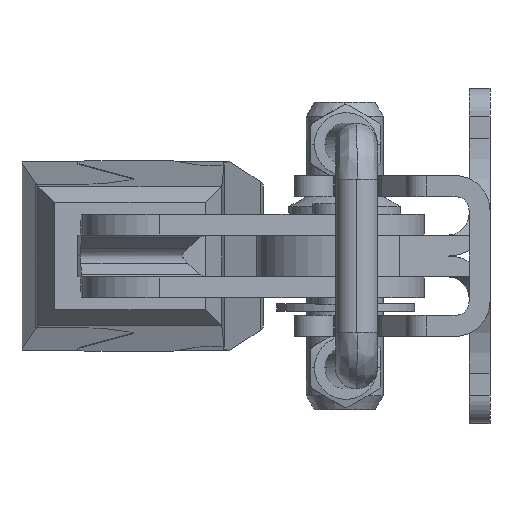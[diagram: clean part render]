
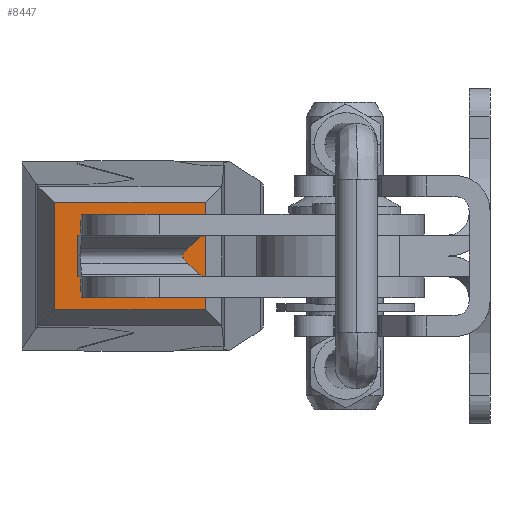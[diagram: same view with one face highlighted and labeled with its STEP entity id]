
A CAD part, left-side view. The second image highlights one B-rep face of the part: STEP entity #8447.
In plain terms, the highlighted face is planar.
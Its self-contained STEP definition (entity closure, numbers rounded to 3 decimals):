
#134 = LINE ( 'NONE', #2935, #7837 ) ;
#202 = EDGE_CURVE ( 'NONE', #985, #4406, #5777, .T. ) ;
#389 = VECTOR ( 'NONE', #7256, 1000. ) ;
#675 = EDGE_CURVE ( 'NONE', #12082, #1460, #2039, .T. ) ;
#815 = DIRECTION ( 'NONE',  ( 0., 0., -1. ) ) ;
#985 = VERTEX_POINT ( 'NONE', #1624 ) ;
#1155 = CARTESIAN_POINT ( 'NONE',  ( -7.5, 0., -3. ) ) ;
#1213 = CARTESIAN_POINT ( 'NONE',  ( 10.791, 0., 0. ) ) ;
#1460 = VERTEX_POINT ( 'NONE', #1775 ) ;
#1481 = ORIENTED_EDGE ( 'NONE', *, *, #675, .T. ) ;
#1624 = CARTESIAN_POINT ( 'NONE',  ( -7.5, 0., 3. ) ) ;
#1775 = CARTESIAN_POINT ( 'NONE',  ( -10.791, 0., -7.689 ) ) ;
#2039 = LINE ( 'NONE', #7067, #3450 ) ;
#2107 = CARTESIAN_POINT ( 'NONE',  ( 10.791, 0., 0. ) ) ;
#2278 = VERTEX_POINT ( 'NONE', #11463 ) ;
#2310 = CARTESIAN_POINT ( 'NONE',  ( -10.791, 0., 7.689 ) ) ;
#2420 = EDGE_LOOP ( 'NONE', ( #4576, #1481, #11926, #8544 ) ) ;
#2679 = CARTESIAN_POINT ( 'NONE',  ( 7.5, 0., 3. ) ) ;
#2895 = DIRECTION ( 'NONE',  ( 0., 0., -1. ) ) ;
#2908 = LINE ( 'NONE', #9170, #389 ) ;
#2935 = CARTESIAN_POINT ( 'NONE',  ( 7.5, 0., 0. ) ) ;
#3045 = VECTOR ( 'NONE', #11314, 1000. ) ;
#3253 = LINE ( 'NONE', #10490, #4362 ) ;
#3450 = VECTOR ( 'NONE', #8181, 1000. ) ;
#3586 = DIRECTION ( 'NONE',  ( -1., 0., 0. ) ) ;
#3593 = EDGE_CURVE ( 'NONE', #2278, #4406, #3253, .T. ) ;
#3844 = FACE_OUTER_BOUND ( 'NONE', #2420, .T. ) ;
#3972 = LINE ( 'NONE', #4986, #11916 ) ;
#4362 = VECTOR ( 'NONE', #3586, 1000. ) ;
#4406 = VERTEX_POINT ( 'NONE', #1155 ) ;
#4576 = ORIENTED_EDGE ( 'NONE', *, *, #8160, .T. ) ;
#4611 = DIRECTION ( 'NONE',  ( 1., 0., 0. ) ) ;
#4780 = VERTEX_POINT ( 'NONE', #12850 ) ;
#4986 = CARTESIAN_POINT ( 'NONE',  ( 10.791, 0., 3. ) ) ;
#5076 = DIRECTION ( 'NONE',  ( 0., -1., 0. ) ) ;
#5382 = LINE ( 'NONE', #1213, #3045 ) ;
#5458 = EDGE_CURVE ( 'NONE', #5682, #4780, #5382, .T. ) ;
#5664 = DIRECTION ( 'NONE',  ( 0., 0., -1. ) ) ;
#5682 = VERTEX_POINT ( 'NONE', #11490 ) ;
#5777 = LINE ( 'NONE', #8646, #5940 ) ;
#5940 = VECTOR ( 'NONE', #5664, 1000. ) ;
#6188 = EDGE_CURVE ( 'NONE', #985, #10762, #3972, .T. ) ;
#6588 = CARTESIAN_POINT ( 'NONE',  ( 10.791, 0., -7.689 ) ) ;
#6937 = ORIENTED_EDGE ( 'NONE', *, *, #6188, .T. ) ;
#7067 = CARTESIAN_POINT ( 'NONE',  ( -10.791, 0., 0. ) ) ;
#7115 = VECTOR ( 'NONE', #4611, 1000. ) ;
#7136 = ORIENTED_EDGE ( 'NONE', *, *, #11922, .T. ) ;
#7256 = DIRECTION ( 'NONE',  ( -1., 0., 0. ) ) ;
#7837 = VECTOR ( 'NONE', #815, 1000. ) ;
#7974 = ORIENTED_EDGE ( 'NONE', *, *, #3593, .T. ) ;
#8160 = EDGE_CURVE ( 'NONE', #4780, #12082, #2908, .T. ) ;
#8181 = DIRECTION ( 'NONE',  ( 0., 0., -1. ) ) ;
#8447 = ADVANCED_FACE ( 'NONE', ( #11190, #3844 ), #8939, .T. ) ;
#8544 = ORIENTED_EDGE ( 'NONE', *, *, #5458, .T. ) ;
#8646 = CARTESIAN_POINT ( 'NONE',  ( -7.5, 0., 0. ) ) ;
#8805 = LINE ( 'NONE', #6588, #7115 ) ;
#8939 = PLANE ( 'NONE',  #11695 ) ;
#9170 = CARTESIAN_POINT ( 'NONE',  ( 10.791, 0., 7.689 ) ) ;
#9978 = ORIENTED_EDGE ( 'NONE', *, *, #202, .F. ) ;
#10490 = CARTESIAN_POINT ( 'NONE',  ( 10.791, 0., -3. ) ) ;
#10553 = EDGE_LOOP ( 'NONE', ( #9978, #6937, #7136, #7974 ) ) ;
#10744 = EDGE_CURVE ( 'NONE', #1460, #5682, #8805, .T. ) ;
#10762 = VERTEX_POINT ( 'NONE', #2679 ) ;
#11190 = FACE_BOUND ( 'NONE', #10553, .T. ) ;
#11314 = DIRECTION ( 'NONE',  ( 0., 0., 1. ) ) ;
#11463 = CARTESIAN_POINT ( 'NONE',  ( 7.5, 0., -3. ) ) ;
#11490 = CARTESIAN_POINT ( 'NONE',  ( 10.791, 0., -7.689 ) ) ;
#11695 = AXIS2_PLACEMENT_3D ( 'NONE', #2107, #5076, #2895 ) ;
#11916 = VECTOR ( 'NONE', #12916, 1000. ) ;
#11922 = EDGE_CURVE ( 'NONE', #10762, #2278, #134, .T. ) ;
#11926 = ORIENTED_EDGE ( 'NONE', *, *, #10744, .T. ) ;
#12082 = VERTEX_POINT ( 'NONE', #2310 ) ;
#12850 = CARTESIAN_POINT ( 'NONE',  ( 10.791, 0., 7.689 ) ) ;
#12916 = DIRECTION ( 'NONE',  ( 1., 0., 0. ) ) ;
